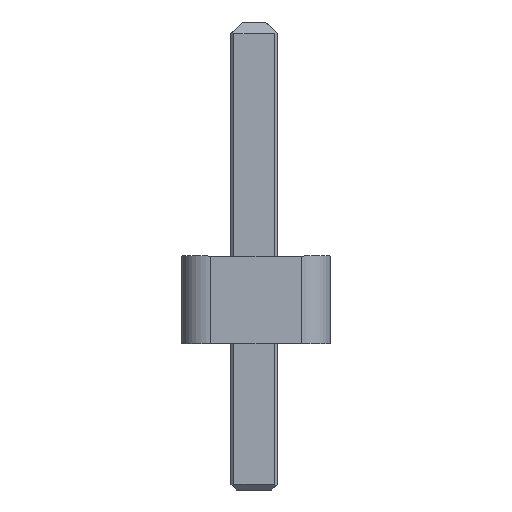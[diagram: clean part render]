
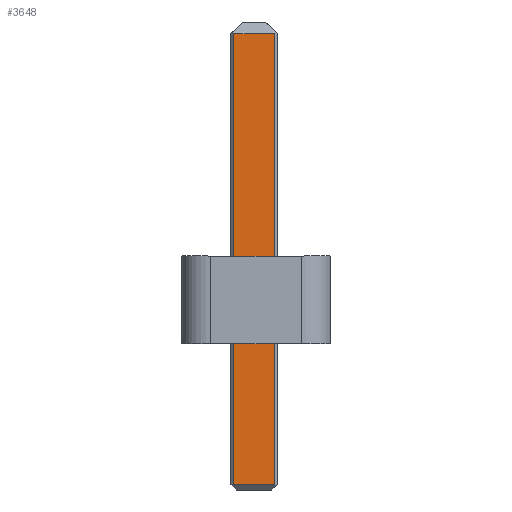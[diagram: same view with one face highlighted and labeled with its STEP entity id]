
A CAD part, left-side view. The second image highlights one B-rep face of the part: STEP entity #3648.
In plain terms, the highlighted planar face has unit normal (-1, 0, 0).
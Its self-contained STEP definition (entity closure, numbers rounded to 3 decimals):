
#312=FACE_OUTER_BOUND('',#516,.T.);
#516=EDGE_LOOP('',(#3257,#3258,#3259,#3260));
#930=LINE('',#5827,#1386);
#958=LINE('',#5882,#1414);
#964=LINE('',#5895,#1420);
#970=LINE('',#5906,#1426);
#1386=VECTOR('',#4797,10.);
#1414=VECTOR('',#4839,10.);
#1420=VECTOR('',#4851,10.);
#1426=VECTOR('',#4861,10.);
#1738=VERTEX_POINT('',#5824);
#1739=VERTEX_POINT('',#5826);
#1759=VERTEX_POINT('',#5880);
#1763=VERTEX_POINT('',#5894);
#2226=EDGE_CURVE('',#1738,#1739,#930,.T.);
#2254=EDGE_CURVE('',#1759,#1738,#958,.T.);
#2260=EDGE_CURVE('',#1739,#1763,#964,.T.);
#2266=EDGE_CURVE('',#1763,#1759,#970,.T.);
#3257=ORIENTED_EDGE('',*,*,#2226,.F.);
#3258=ORIENTED_EDGE('',*,*,#2254,.F.);
#3259=ORIENTED_EDGE('',*,*,#2266,.F.);
#3260=ORIENTED_EDGE('',*,*,#2260,.F.);
#3450=PLANE('',#3920);
#3648=ADVANCED_FACE('',(#312),#3450,.T.);
#3920=AXIS2_PLACEMENT_3D('',#5910,#4864,#4865);
#4797=DIRECTION('',(0.,1.,0.));
#4839=DIRECTION('',(0.,0.,-1.));
#4851=DIRECTION('',(0.,0.,1.));
#4861=DIRECTION('',(0.,-1.,0.));
#4864=DIRECTION('center_axis',(-1.,0.,0.));
#4865=DIRECTION('ref_axis',(0.,0.,1.));
#5824=CARTESIAN_POINT('',(-6.72,-0.32,-2.4));
#5826=CARTESIAN_POINT('',(-6.72,0.38,-2.4));
#5827=CARTESIAN_POINT('',(-6.72,-0.32,-2.4));
#5880=CARTESIAN_POINT('',(-6.72,-0.32,5.3));
#5882=CARTESIAN_POINT('',(-6.72,-0.32,5.3));
#5894=CARTESIAN_POINT('',(-6.72,0.38,5.3));
#5895=CARTESIAN_POINT('',(-6.72,0.38,-2.4));
#5906=CARTESIAN_POINT('',(-6.72,0.38,5.3));
#5910=CARTESIAN_POINT('Origin',(-6.72,0.03,-2.41));
